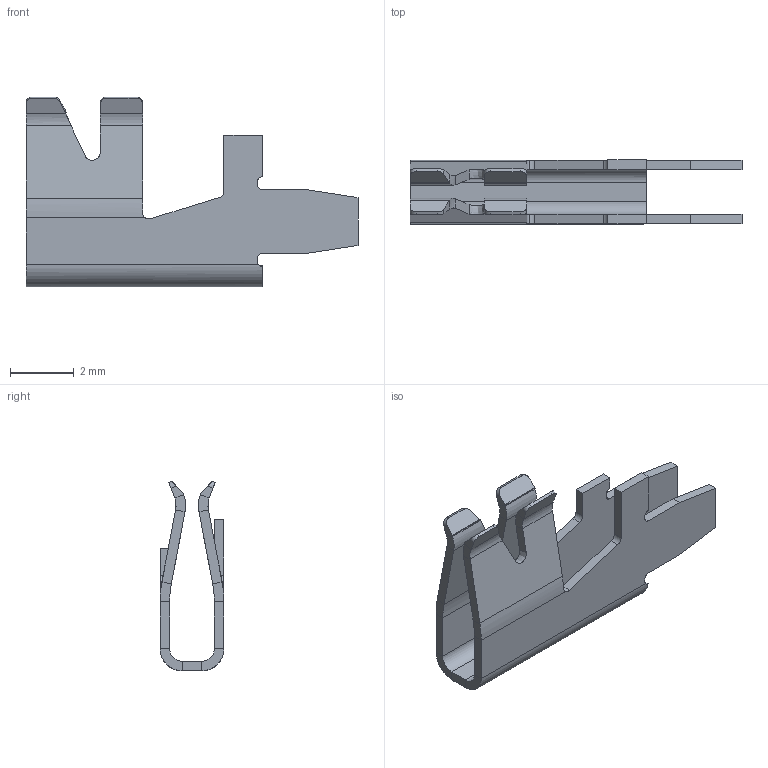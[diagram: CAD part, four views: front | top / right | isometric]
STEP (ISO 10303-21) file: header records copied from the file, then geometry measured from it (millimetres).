
FILE_DESCRIPTION((''),'2;1');
FILE_NAME('C-2388379-5','2022-06-02T02:00:08',('workeradm'),('TE Connectivity Ltd.'),'CREO PARAMETRIC BY PTC INC, 2021072','CREO PARAMETRIC BY PTC INC, 2021072','');
FILE_SCHEMA(('AUTOMOTIVE_DESIGN { 1 0 10303 214 1 1 1 1 }'));
Length unit declared in the file: millimetre
Products named in the file (1): C-2388379-5
Bounding box: 10.4 x 2 x 5.95 mm (x, y, z)
Volume: 24.1 mm3; surface area: 181.2 mm2
Topology: 1 solids, 1 shells, 130 faces, 320 edges, 192 vertices
Faces by surface type: plane 82, cylinder 42, bspline 6
Entity records: 4221 total; most frequent: CARTESIAN_POINT 1021, ORIENTED_EDGE 640, DIRECTION 608, EDGE_CURVE 320, VECTOR 228, LINE 228, VERTEX_POINT 192, AXIS2_PLACEMENT_3D 190
